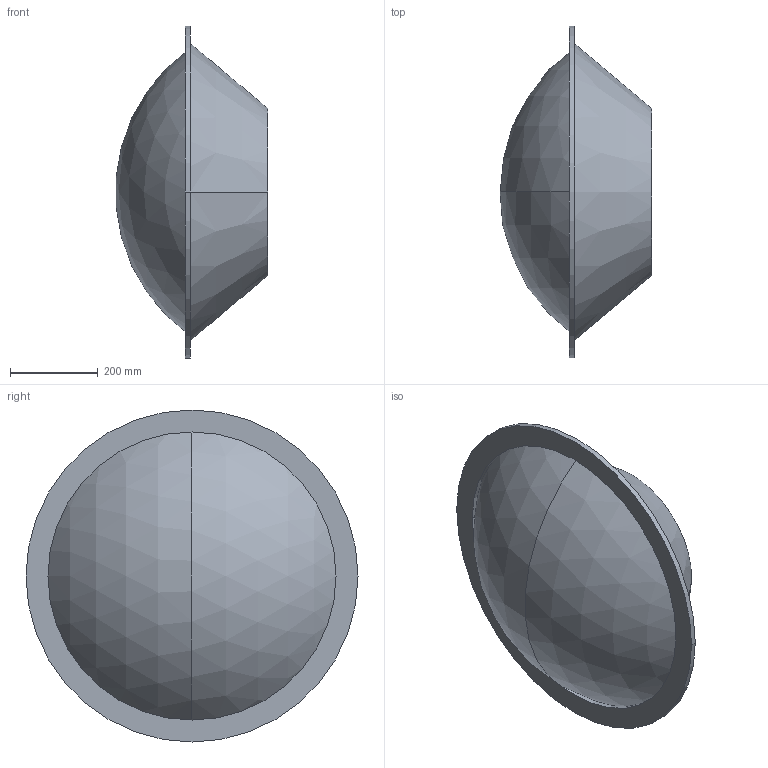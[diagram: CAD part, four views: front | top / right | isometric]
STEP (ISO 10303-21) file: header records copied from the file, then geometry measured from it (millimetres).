
FILE_DESCRIPTION (( 'STEP AP214' ), '1' );
FILE_NAME ('winTitan.STEP', '2024-12-04T02:07:35', ( '' ), ( '' ), 'SwSTEP 2.0', 'SolidWorks 2020', '' );
FILE_SCHEMA (( 'AUTOMOTIVE_DESIGN' ));
Length unit declared in the file: millimetre
Products named in the file (1): winTitan
Bounding box: 344.85 x 755.19 x 755.19 mm (x, y, z)
Volume: 72117508 mm3; surface area: 1218046.2 mm2
Topology: 2 solids, 2 shells, 12 faces, 21 edges, 14 vertices
Faces by surface type: plane 4, cylinder 4, cone 2, sphere 2
Entity records: 347 total; most frequent: DIRECTION 62, CARTESIAN_POINT 48, ORIENTED_EDGE 42, AXIS2_PLACEMENT_3D 28, EDGE_CURVE 21, CIRCLE 15, EDGE_LOOP 15, VERTEX_POINT 14
